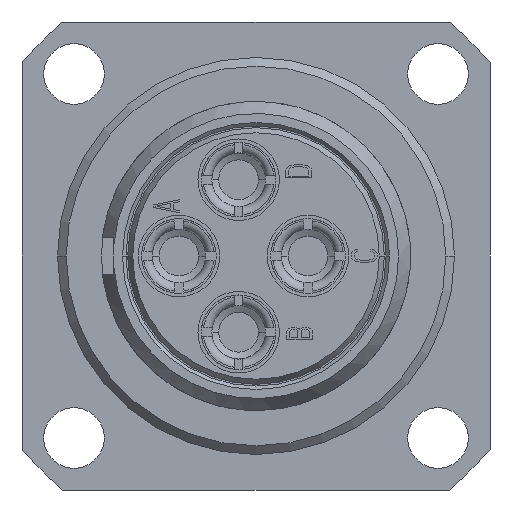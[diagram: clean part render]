
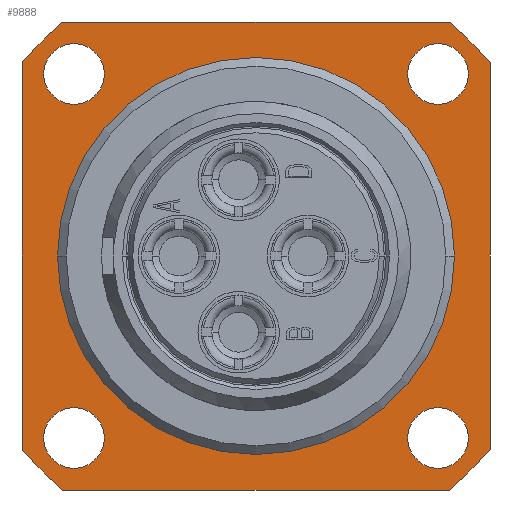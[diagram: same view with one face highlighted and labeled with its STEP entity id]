
A CAD part, left-side view. The second image highlights one B-rep face of the part: STEP entity #9888.
In plain terms, the highlighted planar face has unit normal (-1, 0, 0).
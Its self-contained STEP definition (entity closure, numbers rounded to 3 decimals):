
#300=CARTESIAN_POINT('',(0.7,0.,0.));
#301=DIRECTION('',(1.,0.,0.));
#302=DIRECTION('',(0.,1.,0.));
#303=AXIS2_PLACEMENT_3D('',#300,#301,#302);
#313=CARTESIAN_POINT('',(0.7,0.,0.));
#314=DIRECTION('',(1.,0.,0.));
#315=DIRECTION('',(0.,-1.,0.));
#316=AXIS2_PLACEMENT_3D('',#313,#314,#315);
#318=DIRECTION('',(0.,1.,0.));
#319=VECTOR('',#318,22.271);
#320=CARTESIAN_POINT('',(0.7,-11.136,13.5));
#321=LINE('1084',#320,#319);
#322=CARTESIAN_POINT('',(0.7,0.,0.));
#323=DIRECTION('',(1.,0.,0.));
#324=DIRECTION('',(0.,-0.636,0.771));
#325=AXIS2_PLACEMENT_3D('',#322,#323,#324);
#327=DIRECTION('',(0.,0.,1.));
#328=VECTOR('',#327,22.271);
#329=CARTESIAN_POINT('',(0.7,-13.5,-11.136));
#330=LINE('1085',#329,#328);
#331=CARTESIAN_POINT('',(0.7,0.,0.));
#332=DIRECTION('',(1.,0.,0.));
#333=DIRECTION('',(0.,-0.771,-0.636));
#334=AXIS2_PLACEMENT_3D('',#331,#332,#333);
#336=DIRECTION('',(0.,-1.,0.));
#337=VECTOR('',#336,22.271);
#338=CARTESIAN_POINT('',(0.7,11.136,-13.5));
#339=LINE('1086',#338,#337);
#340=CARTESIAN_POINT('',(0.7,0.,0.));
#341=DIRECTION('',(1.,0.,0.));
#342=DIRECTION('',(0.,0.636,-0.771));
#343=AXIS2_PLACEMENT_3D('',#340,#341,#342);
#345=DIRECTION('',(0.,0.,-1.));
#346=VECTOR('',#345,22.271);
#347=CARTESIAN_POINT('',(0.7,13.5,11.136));
#348=LINE('1087',#347,#346);
#349=CARTESIAN_POINT('',(0.7,0.,0.));
#350=DIRECTION('',(1.,0.,0.));
#351=DIRECTION('',(0.,0.771,0.636));
#352=AXIS2_PLACEMENT_3D('',#349,#350,#351);
#354=CARTESIAN_POINT('',(0.7,10.5,-10.5));
#355=DIRECTION('',(-1.,0.,0.));
#356=DIRECTION('',(0.,0.,-1.));
#357=AXIS2_PLACEMENT_3D('',#354,#355,#356);
#359=CARTESIAN_POINT('',(0.7,10.5,-10.5));
#360=DIRECTION('',(-1.,0.,0.));
#361=DIRECTION('',(0.,0.,1.));
#362=AXIS2_PLACEMENT_3D('',#359,#360,#361);
#364=CARTESIAN_POINT('',(0.7,10.5,10.5));
#365=DIRECTION('',(-1.,0.,0.));
#366=DIRECTION('',(0.,0.,-1.));
#367=AXIS2_PLACEMENT_3D('',#364,#365,#366);
#369=CARTESIAN_POINT('',(0.7,10.5,10.5));
#370=DIRECTION('',(-1.,0.,0.));
#371=DIRECTION('',(0.,0.,1.));
#372=AXIS2_PLACEMENT_3D('',#369,#370,#371);
#374=CARTESIAN_POINT('',(0.7,-10.5,-10.5));
#375=DIRECTION('',(-1.,0.,0.));
#376=DIRECTION('',(0.,0.,-1.));
#377=AXIS2_PLACEMENT_3D('',#374,#375,#376);
#379=CARTESIAN_POINT('',(0.7,-10.5,-10.5));
#380=DIRECTION('',(-1.,0.,0.));
#381=DIRECTION('',(0.,0.,1.));
#382=AXIS2_PLACEMENT_3D('',#379,#380,#381);
#384=CARTESIAN_POINT('',(0.7,-10.5,10.5));
#385=DIRECTION('',(-1.,0.,0.));
#386=DIRECTION('',(0.,0.,-1.));
#387=AXIS2_PLACEMENT_3D('',#384,#385,#386);
#389=CARTESIAN_POINT('',(0.7,-10.5,10.5));
#390=DIRECTION('',(-1.,0.,0.));
#391=DIRECTION('',(0.,0.,1.));
#392=AXIS2_PLACEMENT_3D('',#389,#390,#391);
#7789=CARTESIAN_POINT('',(0.7,11.45,0.));
#7790=VERTEX_POINT('',#7789);
#7791=CARTESIAN_POINT('',(0.7,-11.45,0.));
#7792=VERTEX_POINT('',#7791);
#7809=CARTESIAN_POINT('',(0.7,10.5,-12.25));
#7810=CARTESIAN_POINT('',(0.7,10.5,-8.75));
#7811=VERTEX_POINT('',#7809);
#7812=VERTEX_POINT('',#7810);
#7813=CARTESIAN_POINT('',(0.7,10.5,8.75));
#7814=CARTESIAN_POINT('',(0.7,10.5,12.25));
#7815=VERTEX_POINT('',#7813);
#7816=VERTEX_POINT('',#7814);
#7817=CARTESIAN_POINT('',(0.7,-10.5,-12.25));
#7818=CARTESIAN_POINT('',(0.7,-10.5,-8.75));
#7819=VERTEX_POINT('',#7817);
#7820=VERTEX_POINT('',#7818);
#7821=CARTESIAN_POINT('',(0.7,-10.5,8.75));
#7822=CARTESIAN_POINT('',(0.7,-10.5,12.25));
#7823=VERTEX_POINT('',#7821);
#7824=VERTEX_POINT('',#7822);
#7912=CARTESIAN_POINT('',(0.7,-11.136,13.5));
#7913=CARTESIAN_POINT('',(0.7,11.136,13.5));
#7914=VERTEX_POINT('',#7912);
#7915=VERTEX_POINT('',#7913);
#7916=CARTESIAN_POINT('',(0.7,-13.5,-11.136));
#7917=CARTESIAN_POINT('',(0.7,-13.5,11.136));
#7918=VERTEX_POINT('',#7916);
#7919=VERTEX_POINT('',#7917);
#7920=CARTESIAN_POINT('',(0.7,11.136,-13.5));
#7921=CARTESIAN_POINT('',(0.7,-11.136,-13.5));
#7922=VERTEX_POINT('',#7920);
#7923=VERTEX_POINT('',#7921);
#7924=CARTESIAN_POINT('',(0.7,13.5,11.136));
#7925=CARTESIAN_POINT('',(0.7,13.5,-11.136));
#7926=VERTEX_POINT('',#7924);
#7927=VERTEX_POINT('',#7925);
#9837=CARTESIAN_POINT('',(0.7,0.,0.));
#9838=DIRECTION('',(1.,0.,0.));
#9839=DIRECTION('',(0.,0.,-1.));
#9840=AXIS2_PLACEMENT_3D('',#9837,#9838,#9839);
#9841=PLANE('287',#9840);
#9843=ORIENTED_EDGE('1084',*,*,#9842,.F.);
#9845=ORIENTED_EDGE('1141',*,*,#9844,.T.);
#9847=ORIENTED_EDGE('1085',*,*,#9846,.F.);
#9849=ORIENTED_EDGE('1140',*,*,#9848,.T.);
#9851=ORIENTED_EDGE('1086',*,*,#9850,.F.);
#9853=ORIENTED_EDGE('1139',*,*,#9852,.T.);
#9855=ORIENTED_EDGE('1087',*,*,#9854,.F.);
#9857=ORIENTED_EDGE('1128',*,*,#9856,.T.);
#9858=EDGE_LOOP('287',(#9843,#9845,#9847,#9849,#9851,#9853,#9855,#9857));
#9859=FACE_OUTER_BOUND('287',#9858,.F.);
#9861=ORIENTED_EDGE('1007',*,*,#9860,.T.);
#9863=ORIENTED_EDGE('1008',*,*,#9862,.T.);
#9864=EDGE_LOOP('287',(#9861,#9863));
#9865=FACE_BOUND('287',#9864,.F.);
#9867=ORIENTED_EDGE('1009',*,*,#9866,.T.);
#9869=ORIENTED_EDGE('1010',*,*,#9868,.T.);
#9870=EDGE_LOOP('287',(#9867,#9869));
#9871=FACE_BOUND('287',#9870,.F.);
#9873=ORIENTED_EDGE('1011',*,*,#9872,.T.);
#9875=ORIENTED_EDGE('1012',*,*,#9874,.T.);
#9876=EDGE_LOOP('287',(#9873,#9875));
#9877=FACE_BOUND('287',#9876,.F.);
#9879=ORIENTED_EDGE('1013',*,*,#9878,.T.);
#9881=ORIENTED_EDGE('1014',*,*,#9880,.T.);
#9882=EDGE_LOOP('287',(#9879,#9881));
#9883=FACE_BOUND('287',#9882,.F.);
#9884=ORIENTED_EDGE('997',*,*,#9802,.F.);
#9885=ORIENTED_EDGE('998',*,*,#9825,.F.);
#9886=EDGE_LOOP('287',(#9884,#9885));
#9887=FACE_BOUND('287',#9886,.F.);
#304=CIRCLE('997',#303,11.45);
#317=CIRCLE('998',#316,11.45);
#326=CIRCLE('1141',#325,17.5);
#335=CIRCLE('1140',#334,17.5);
#344=CIRCLE('1139',#343,17.5);
#353=CIRCLE('1128',#352,17.5);
#358=CIRCLE('1007',#357,1.75);
#363=CIRCLE('1008',#362,1.75);
#368=CIRCLE('1009',#367,1.75);
#373=CIRCLE('1010',#372,1.75);
#378=CIRCLE('1011',#377,1.75);
#383=CIRCLE('1012',#382,1.75);
#388=CIRCLE('1013',#387,1.75);
#393=CIRCLE('1014',#392,1.75);
#9802=EDGE_CURVE('997',#7790,#7792,#304,.T.);
#9825=EDGE_CURVE('998',#7792,#7790,#317,.T.);
#9842=EDGE_CURVE('1084',#7914,#7915,#321,.T.);
#9844=EDGE_CURVE('1141',#7914,#7919,#326,.T.);
#9846=EDGE_CURVE('1085',#7918,#7919,#330,.T.);
#9848=EDGE_CURVE('1140',#7918,#7923,#335,.T.);
#9850=EDGE_CURVE('1086',#7922,#7923,#339,.T.);
#9852=EDGE_CURVE('1139',#7922,#7927,#344,.T.);
#9854=EDGE_CURVE('1087',#7926,#7927,#348,.T.);
#9856=EDGE_CURVE('1128',#7926,#7915,#353,.T.);
#9860=EDGE_CURVE('1007',#7811,#7812,#358,.T.);
#9862=EDGE_CURVE('1008',#7812,#7811,#363,.T.);
#9866=EDGE_CURVE('1009',#7815,#7816,#368,.T.);
#9868=EDGE_CURVE('1010',#7816,#7815,#373,.T.);
#9872=EDGE_CURVE('1011',#7819,#7820,#378,.T.);
#9874=EDGE_CURVE('1012',#7820,#7819,#383,.T.);
#9878=EDGE_CURVE('1013',#7823,#7824,#388,.T.);
#9880=EDGE_CURVE('1014',#7824,#7823,#393,.T.);
#9888=ADVANCED_FACE('287',(#9859,#9865,#9871,#9877,#9883,#9887),#9841,.F.);
